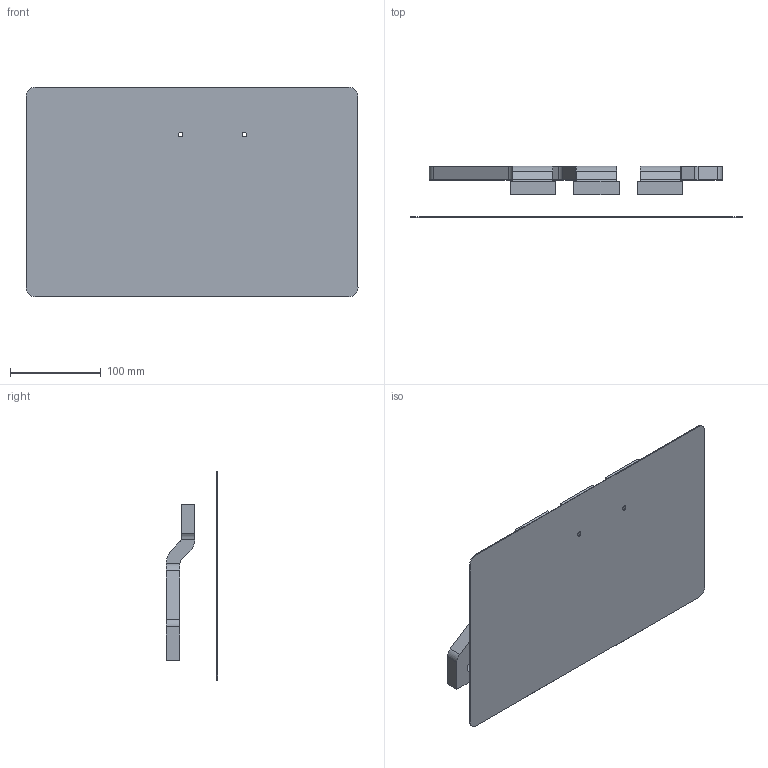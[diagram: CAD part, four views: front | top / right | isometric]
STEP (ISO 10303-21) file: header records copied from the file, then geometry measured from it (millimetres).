
FILE_DESCRIPTION((''),'2;1');
FILE_NAME('1SDH002065A1358_IGES','2020-07-23T14:14:41',('ITMADEL7'),(''),'CREO PARAMETRIC BY PTC INC, 2019030','CREO PARAMETRIC BY PTC INC, 2019030','');
FILE_SCHEMA(('AUTOMOTIVE_DESIGN { 1 0 10303 214 1 1 1 1 }'));
Length unit declared in the file: millimetre
Products named in the file (1): 1SDH002065A1358_IGES
Bounding box: 365 x 56.5 x 230 mm (x, y, z)
Volume: 538366 mm3; surface area: 262512.5 mm2
Topology: 4 solids, 4 shells, 130 faces, 370 edges, 248 vertices
Faces by surface type: cylinder 66, plane 64
Entity records: 5981 total; most frequent: CARTESIAN_POINT 821, DIRECTION 754, ORIENTED_EDGE 740, EDGE_CURVE 370, AXIS2_PLACEMENT_3D 266, VERTEX_POINT 248, VECTOR 222, LINE 222
